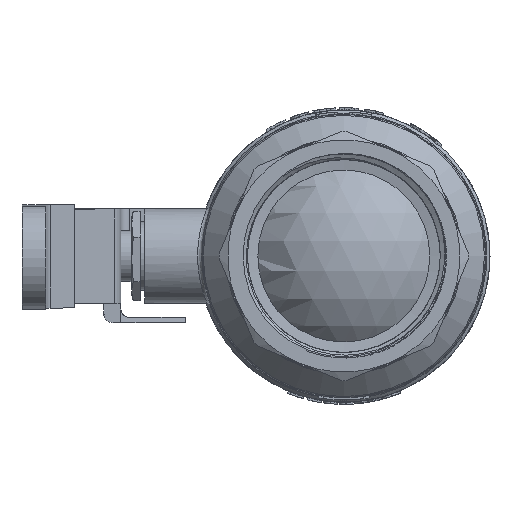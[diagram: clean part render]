
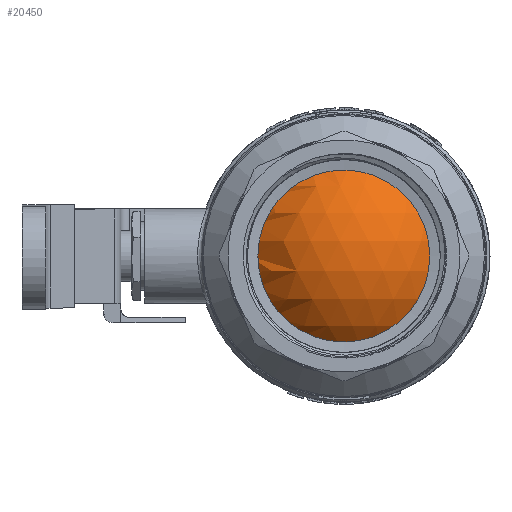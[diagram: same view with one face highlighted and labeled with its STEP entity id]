
A CAD part, left-side view. The second image highlights one B-rep face of the part: STEP entity #20450.
In plain terms, the highlighted spherical face has radius 28.5 mm.
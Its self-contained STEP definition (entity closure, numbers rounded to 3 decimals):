
#59=SPHERICAL_SURFACE('',#21998,28.5);
#1261=FACE_BOUND('',#3439,.T.);
#1262=FACE_BOUND('',#3440,.T.);
#1263=FACE_BOUND('',#3441,.T.);
#2264=FACE_OUTER_BOUND('',#3438,.T.);
#3438=EDGE_LOOP('',(#17790,#17791,#17792,#17793,#17794,#17795,#17796));
#3439=EDGE_LOOP('',(#17797));
#3440=EDGE_LOOP('',(#17798,#17799,#17800,#17801));
#3441=EDGE_LOOP('',(#17802));
#3925=CIRCLE('',#21986,10.);
#3926=CIRCLE('',#21989,22.);
#3927=CIRCLE('',#21990,22.);
#3928=CIRCLE('',#21991,22.);
#3929=CIRCLE('',#21992,22.);
#3934=CIRCLE('',#21999,28.5);
#3935=CIRCLE('',#22000,28.5);
#3936=CIRCLE('',#22001,27.861);
#3937=CIRCLE('',#22002,27.861);
#4767=B_SPLINE_CURVE_WITH_KNOTS('',3,(#50226,#50227,#50228,#50229,#50230,
#50231,#50232,#50233,#50234,#50235,#50236),.UNSPECIFIED.,.F.,.F.,(4,2,3,
2,4),(9.61,9.729,10.199,10.67,
10.789),.UNSPECIFIED.);
#4768=B_SPLINE_CURVE_WITH_KNOTS('',3,(#50246,#50247,#50248,#50249,#50250,
#50251,#50252,#50253,#50254,#50255),.UNSPECIFIED.,.F.,.F.,(4,2,2,2,4),(4.51,
4.629,5.1,5.57,5.689),
 .UNSPECIFIED.);
#9469=VERTEX_POINT('',#50116);
#9476=VERTEX_POINT('',#50204);
#9477=VERTEX_POINT('',#50205);
#9478=VERTEX_POINT('',#50208);
#9479=VERTEX_POINT('',#50211);
#9484=VERTEX_POINT('',#50223);
#9485=VERTEX_POINT('',#50225);
#9486=VERTEX_POINT('',#50239);
#9487=VERTEX_POINT('',#50241);
#9488=VERTEX_POINT('',#50243);
#9489=VERTEX_POINT('',#50245);
#12257=EDGE_CURVE('',#9469,#9469,#3925,.T.);
#12265=EDGE_CURVE('',#9476,#9477,#3926,.F.);
#12268=EDGE_CURVE('',#9478,#9478,#3927,.T.);
#12269=EDGE_CURVE('',#9479,#9476,#3928,.F.);
#12270=EDGE_CURVE('',#9477,#9479,#3929,.F.);
#12276=EDGE_CURVE('',#9484,#9485,#4767,.F.);
#12278=EDGE_CURVE('',#9477,#9486,#3934,.T.);
#12279=EDGE_CURVE('',#9487,#9479,#3935,.T.);
#12280=EDGE_CURVE('',#9488,#9484,#3936,.F.);
#12281=EDGE_CURVE('',#9489,#9488,#4768,.F.);
#12282=EDGE_CURVE('',#9485,#9489,#3937,.T.);
#17790=ORIENTED_EDGE('',*,*,#12265,.T.);
#17791=ORIENTED_EDGE('',*,*,#12278,.T.);
#17792=ORIENTED_EDGE('',*,*,#12278,.F.);
#17793=ORIENTED_EDGE('',*,*,#12270,.T.);
#17794=ORIENTED_EDGE('',*,*,#12279,.F.);
#17795=ORIENTED_EDGE('',*,*,#12279,.T.);
#17796=ORIENTED_EDGE('',*,*,#12269,.T.);
#17797=ORIENTED_EDGE('',*,*,#12257,.T.);
#17798=ORIENTED_EDGE('',*,*,#12280,.F.);
#17799=ORIENTED_EDGE('',*,*,#12281,.F.);
#17800=ORIENTED_EDGE('',*,*,#12282,.F.);
#17801=ORIENTED_EDGE('',*,*,#12276,.F.);
#17802=ORIENTED_EDGE('',*,*,#12268,.F.);
#20450=ADVANCED_FACE('',(#2264,#1261,#1262,#1263),#59,.F.);
#21986=AXIS2_PLACEMENT_3D('',#50118,#25900,#25901);
#21989=AXIS2_PLACEMENT_3D('',#50206,#25907,#25908);
#21990=AXIS2_PLACEMENT_3D('',#50210,#25911,#25912);
#21991=AXIS2_PLACEMENT_3D('',#50212,#25913,#25914);
#21992=AXIS2_PLACEMENT_3D('',#50213,#25915,#25916);
#21998=AXIS2_PLACEMENT_3D('',#50238,#25929,#25930);
#21999=AXIS2_PLACEMENT_3D('',#50240,#25931,#25932);
#22000=AXIS2_PLACEMENT_3D('',#50242,#25933,#25934);
#22001=AXIS2_PLACEMENT_3D('',#50244,#25935,#25936);
#22002=AXIS2_PLACEMENT_3D('',#50256,#25937,#25938);
#25900=DIRECTION('center_axis',(0.,-1.,0.));
#25901=DIRECTION('ref_axis',(1.,0.,0.));
#25907=DIRECTION('center_axis',(1.,0.,0.));
#25908=DIRECTION('ref_axis',(0.,1.,0.));
#25911=DIRECTION('center_axis',(-1.,0.,0.));
#25912=DIRECTION('ref_axis',(0.,1.,0.));
#25913=DIRECTION('center_axis',(1.,0.,0.));
#25914=DIRECTION('ref_axis',(0.,1.,0.));
#25915=DIRECTION('center_axis',(1.,0.,0.));
#25916=DIRECTION('ref_axis',(0.,1.,0.));
#25929=DIRECTION('center_axis',(0.,0.,1.));
#25930=DIRECTION('ref_axis',(1.,0.,0.));
#25931=DIRECTION('center_axis',(0.,1.,0.));
#25932=DIRECTION('ref_axis',(-1.,0.,0.));
#25933=DIRECTION('center_axis',(0.,1.,0.));
#25934=DIRECTION('ref_axis',(-1.,0.,0.));
#25935=DIRECTION('center_axis',(1.,0.,0.));
#25936=DIRECTION('ref_axis',(0.,0.,1.));
#25937=DIRECTION('center_axis',(1.,0.,0.));
#25938=DIRECTION('ref_axis',(0.,0.,1.));
#50116=CARTESIAN_POINT('',(-10.,-26.688,0.));
#50118=CARTESIAN_POINT('Origin',(0.,-26.688,0.));
#50204=CARTESIAN_POINT('',(-18.118,-22.,0.));
#50205=CARTESIAN_POINT('',(-18.118,0.,22.));
#50206=CARTESIAN_POINT('Origin',(-18.118,0.,0.));
#50208=CARTESIAN_POINT('',(18.118,-22.,0.));
#50210=CARTESIAN_POINT('Origin',(18.118,0.,0.));
#50211=CARTESIAN_POINT('',(-18.118,0.,-22.));
#50212=CARTESIAN_POINT('Origin',(-18.118,0.,0.));
#50213=CARTESIAN_POINT('Origin',(-18.118,0.,0.));
#50223=CARTESIAN_POINT('',(-6.,24.677,-12.935));
#50225=CARTESIAN_POINT('',(6.,24.677,-12.935));
#50226=CARTESIAN_POINT('Ctrl Pts',(6.,24.677,-12.935));
#50227=CARTESIAN_POINT('Ctrl Pts',(5.598,24.728,-13.023));
#50228=CARTESIAN_POINT('Ctrl Pts',(5.194,24.774,-13.102));
#50229=CARTESIAN_POINT('Ctrl Pts',(3.188,24.979,-13.446));
#50230=CARTESIAN_POINT('Ctrl Pts',(1.568,25.06,-13.574));
#50231=CARTESIAN_POINT('Ctrl Pts',(0.,25.06,-13.574));
#50232=CARTESIAN_POINT('Ctrl Pts',(-1.568,25.06,-13.574));
#50233=CARTESIAN_POINT('Ctrl Pts',(-3.188,24.979,-13.446));
#50234=CARTESIAN_POINT('Ctrl Pts',(-5.194,24.774,-13.102));
#50235=CARTESIAN_POINT('Ctrl Pts',(-5.598,24.728,-13.023));
#50236=CARTESIAN_POINT('Ctrl Pts',(-6.,24.677,-12.935));
#50238=CARTESIAN_POINT('Origin',(0.,0.,0.));
#50239=CARTESIAN_POINT('',(0.,0.,
28.5));
#50240=CARTESIAN_POINT('Origin',(0.,0.,0.));
#50241=CARTESIAN_POINT('',(0.,0.,
-28.5));
#50242=CARTESIAN_POINT('Origin',(0.,0.,0.));
#50243=CARTESIAN_POINT('',(-6.,24.677,12.935));
#50244=CARTESIAN_POINT('Origin',(-6.,0.,0.));
#50245=CARTESIAN_POINT('',(6.,24.677,12.935));
#50246=CARTESIAN_POINT('Ctrl Pts',(-6.,24.677,12.935));
#50247=CARTESIAN_POINT('Ctrl Pts',(-5.598,24.728,13.023));
#50248=CARTESIAN_POINT('Ctrl Pts',(-5.194,24.774,13.102));
#50249=CARTESIAN_POINT('Ctrl Pts',(-3.188,24.979,13.446));
#50250=CARTESIAN_POINT('Ctrl Pts',(-1.568,25.06,13.574));
#50251=CARTESIAN_POINT('Ctrl Pts',(1.568,25.06,13.574));
#50252=CARTESIAN_POINT('Ctrl Pts',(3.188,24.979,13.446));
#50253=CARTESIAN_POINT('Ctrl Pts',(5.194,24.774,13.102));
#50254=CARTESIAN_POINT('Ctrl Pts',(5.598,24.728,13.023));
#50255=CARTESIAN_POINT('Ctrl Pts',(6.,24.677,12.935));
#50256=CARTESIAN_POINT('Origin',(6.,0.,0.));
